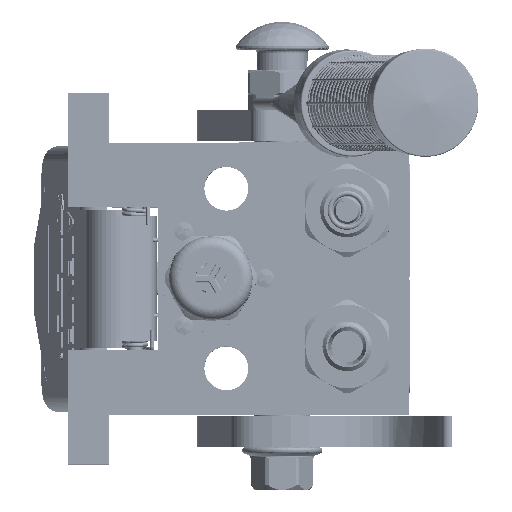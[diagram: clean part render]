
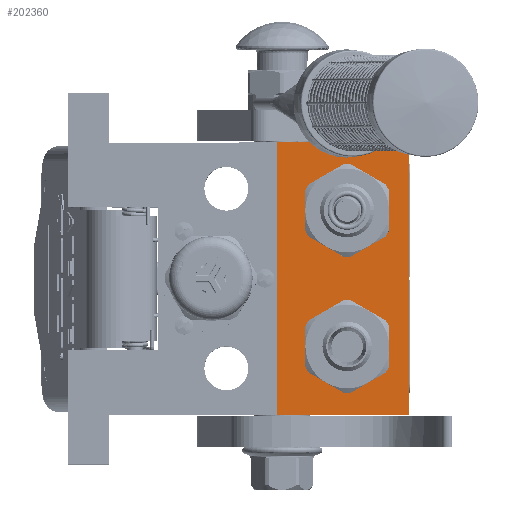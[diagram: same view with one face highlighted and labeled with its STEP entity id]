
A CAD part, top view. The second image highlights one B-rep face of the part: STEP entity #202360.
In plain terms, the highlighted face is planar.
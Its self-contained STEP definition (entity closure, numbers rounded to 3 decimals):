
#2506 = EDGE_LOOP ( 'NONE', ( #62772, #69718 ) ) ;
#4845 = CARTESIAN_POINT ( 'NONE',  ( 22., 8.9, -7.85 ) ) ;
#6569 = CIRCLE ( 'NONE', #158612, 12.15 ) ;
#15378 = VECTOR ( 'NONE', #110398, 1000. ) ;
#15744 = CARTESIAN_POINT ( 'NONE',  ( 44., 8.9, 0. ) ) ;
#15970 = CARTESIAN_POINT ( 'NONE',  ( 44., 8.9, 0. ) ) ;
#20288 = AXIS2_PLACEMENT_3D ( 'NONE', #110624, #127278, #129497 ) ;
#22207 = EDGE_CURVE ( 'NONE', #183030, #202655, #169338, .T. ) ;
#25463 = CIRCLE ( 'NONE', #20288, 12.15 ) ;
#26811 = EDGE_CURVE ( 'NONE', #220828, #206169, #6569, .T. ) ;
#28871 = EDGE_CURVE ( 'NONE', #32793, #202655, #110973, .T. ) ;
#32793 = VERTEX_POINT ( 'NONE', #116214 ) ;
#34011 = FACE_BOUND ( 'NONE', #2506, .T. ) ;
#40682 = VECTOR ( 'NONE', #213443, 1000. ) ;
#45857 = VERTEX_POINT ( 'NONE', #149584 ) ;
#46801 = EDGE_CURVE ( 'NONE', #45857, #172699, #127860, .T. ) ;
#47418 = FACE_OUTER_BOUND ( 'NONE', #188760, .T. ) ;
#55963 = EDGE_CURVE ( 'NONE', #172699, #45857, #86308, .T. ) ;
#58200 = ORIENTED_EDGE ( 'NONE', *, *, #26811, .F. ) ;
#62772 = ORIENTED_EDGE ( 'NONE', *, *, #46801, .F. ) ;
#67594 = EDGE_CURVE ( 'NONE', #206169, #220828, #25463, .T. ) ;
#69718 = ORIENTED_EDGE ( 'NONE', *, *, #55963, .F. ) ;
#74523 = FACE_BOUND ( 'NONE', #197496, .T. ) ;
#86308 = CIRCLE ( 'NONE', #104164, 12.15 ) ;
#88645 = CARTESIAN_POINT ( 'NONE',  ( 22., 8.9, -32.15 ) ) ;
#90123 = DIRECTION ( 'NONE',  ( 0., 0., -1. ) ) ;
#91475 = CARTESIAN_POINT ( 'NONE',  ( -44., 8.9, 0. ) ) ;
#100445 = EDGE_CURVE ( 'NONE', #209198, #183030, #188680, .T. ) ;
#102705 = DIRECTION ( 'NONE',  ( 0., 0., -1. ) ) ;
#102944 = VECTOR ( 'NONE', #185869, 1000. ) ;
#104164 = AXIS2_PLACEMENT_3D ( 'NONE', #196476, #181255, #143383 ) ;
#104646 = CARTESIAN_POINT ( 'NONE',  ( 44., 8.9, -42.5 ) ) ;
#110398 = DIRECTION ( 'NONE',  ( 1., 0., 0. ) ) ;
#110624 = CARTESIAN_POINT ( 'NONE',  ( 22., 8.9, -20. ) ) ;
#110973 = LINE ( 'NONE', #187338, #102944 ) ;
#116214 = CARTESIAN_POINT ( 'NONE',  ( -44., 8.9, -42.5 ) ) ;
#118854 = CARTESIAN_POINT ( 'NONE',  ( -22., 8.9, -7.85 ) ) ;
#127278 = DIRECTION ( 'NONE',  ( 0., -1., 0. ) ) ;
#127417 = LINE ( 'NONE', #143701, #40682 ) ;
#127860 = CIRCLE ( 'NONE', #209027, 12.15 ) ;
#128933 = DIRECTION ( 'NONE',  ( 0., -1., 0. ) ) ;
#129497 = DIRECTION ( 'NONE',  ( 0., 0., -1. ) ) ;
#140829 = CARTESIAN_POINT ( 'NONE',  ( -22., 8.9, -20. ) ) ;
#143383 = DIRECTION ( 'NONE',  ( 0., 0., 1. ) ) ;
#143701 = CARTESIAN_POINT ( 'NONE',  ( -44., 8.9, 0. ) ) ;
#144133 = ORIENTED_EDGE ( 'NONE', *, *, #145251, .T. ) ;
#145251 = EDGE_CURVE ( 'NONE', #209198, #32793, #127417, .T. ) ;
#146318 = CARTESIAN_POINT ( 'NONE',  ( 22., 8.9, -20. ) ) ;
#147134 = AXIS2_PLACEMENT_3D ( 'NONE', #175958, #128933, #163032 ) ;
#147529 = ORIENTED_EDGE ( 'NONE', *, *, #100445, .F. ) ;
#149584 = CARTESIAN_POINT ( 'NONE',  ( -22., 8.9, -32.15 ) ) ;
#149609 = ORIENTED_EDGE ( 'NONE', *, *, #22207, .F. ) ;
#152053 = ORIENTED_EDGE ( 'NONE', *, *, #28871, .T. ) ;
#158285 = DIRECTION ( 'NONE',  ( 0., -1., 0. ) ) ;
#158612 = AXIS2_PLACEMENT_3D ( 'NONE', #146318, #196422, #213074 ) ;
#163032 = DIRECTION ( 'NONE',  ( 1., 0., 0. ) ) ;
#165593 = ORIENTED_EDGE ( 'NONE', *, *, #67594, .F. ) ;
#169338 = LINE ( 'NONE', #15744, #185661 ) ;
#172699 = VERTEX_POINT ( 'NONE', #118854 ) ;
#175958 = CARTESIAN_POINT ( 'NONE',  ( 0., 8.9, 0. ) ) ;
#181255 = DIRECTION ( 'NONE',  ( 0., -1., 0. ) ) ;
#182374 = CARTESIAN_POINT ( 'NONE',  ( -44., 8.9, 0. ) ) ;
#183030 = VERTEX_POINT ( 'NONE', #15970 ) ;
#185661 = VECTOR ( 'NONE', #102705, 1000. ) ;
#185869 = DIRECTION ( 'NONE',  ( 1., 0., 0. ) ) ;
#187338 = CARTESIAN_POINT ( 'NONE',  ( -44., 8.9, -42.5 ) ) ;
#188680 = LINE ( 'NONE', #91475, #15378 ) ;
#188760 = EDGE_LOOP ( 'NONE', ( #144133, #152053, #149609, #147529 ) ) ;
#195615 = PLANE ( 'NONE',  #147134 ) ;
#196422 = DIRECTION ( 'NONE',  ( 0., -1., 0. ) ) ;
#196476 = CARTESIAN_POINT ( 'NONE',  ( -22., 8.9, -20. ) ) ;
#197496 = EDGE_LOOP ( 'NONE', ( #165593, #58200 ) ) ;
#202360 = ADVANCED_FACE ( 'NONE', ( #74523, #34011, #47418 ), #195615, .T. ) ;
#202655 = VERTEX_POINT ( 'NONE', #104646 ) ;
#206169 = VERTEX_POINT ( 'NONE', #88645 ) ;
#209027 = AXIS2_PLACEMENT_3D ( 'NONE', #140829, #158285, #90123 ) ;
#209198 = VERTEX_POINT ( 'NONE', #182374 ) ;
#213074 = DIRECTION ( 'NONE',  ( 0., 0., 1. ) ) ;
#213443 = DIRECTION ( 'NONE',  ( 0., 0., -1. ) ) ;
#220828 = VERTEX_POINT ( 'NONE', #4845 ) ;
